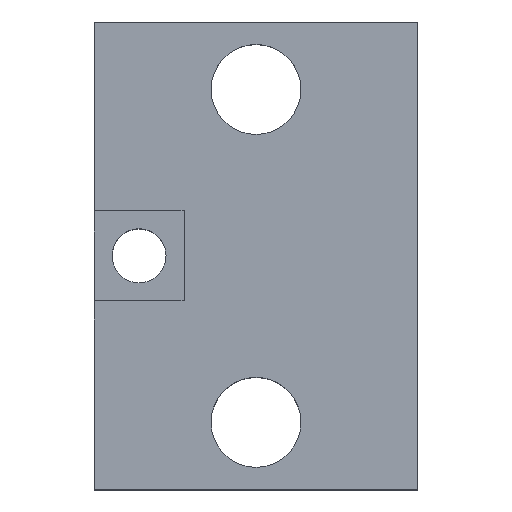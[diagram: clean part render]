
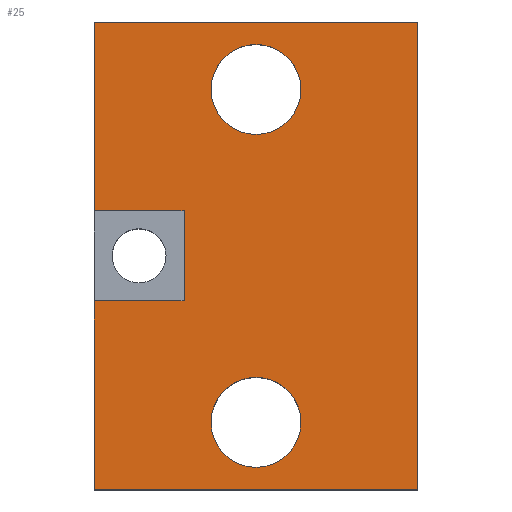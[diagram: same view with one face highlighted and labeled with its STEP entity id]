
A CAD part, top view. The second image highlights one B-rep face of the part: STEP entity #25.
In plain terms, the highlighted planar face has unit normal (0, 0, 1).
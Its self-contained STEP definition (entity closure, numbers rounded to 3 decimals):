
#25=ADVANCED_FACE('',(#63,#64,#44),#188,.T.);
#44=FACE_OUTER_BOUND('',#71,.F.);
#63=FACE_BOUND('',#69,.F.);
#64=FACE_BOUND('',#70,.F.);
#69=EDGE_LOOP('',(#94,#95));
#70=EDGE_LOOP('',(#96,#97));
#71=EDGE_LOOP('',(#98,#99,#100,#101,#102,#103,#104,#105));
#94=ORIENTED_EDGE('',*,*,#287,.T.);
#95=ORIENTED_EDGE('',*,*,#285,.T.);
#96=ORIENTED_EDGE('',*,*,#291,.T.);
#97=ORIENTED_EDGE('',*,*,#289,.T.);
#98=ORIENTED_EDGE('',*,*,#297,.T.);
#99=ORIENTED_EDGE('',*,*,#296,.T.);
#100=ORIENTED_EDGE('',*,*,#295,.T.);
#101=ORIENTED_EDGE('',*,*,#294,.T.);
#102=ORIENTED_EDGE('',*,*,#293,.T.);
#103=ORIENTED_EDGE('',*,*,#283,.T.);
#104=ORIENTED_EDGE('',*,*,#282,.T.);
#105=ORIENTED_EDGE('',*,*,#281,.T.);
#188=PLANE('',#409);
#209=LINE('',#569,#244);
#210=LINE('',#570,#245);
#211=LINE('',#571,#246);
#213=LINE('',#581,#248);
#214=LINE('',#582,#249);
#215=LINE('',#583,#250);
#216=LINE('',#584,#251);
#217=LINE('',#585,#252);
#244=VECTOR('',#438,5.);
#245=VECTOR('',#439,5.);
#246=VECTOR('',#440,5.);
#248=VECTOR('',#458,10.5);
#249=VECTOR('',#459,18.);
#250=VECTOR('',#460,26.);
#251=VECTOR('',#461,18.);
#252=VECTOR('',#462,10.5);
#281=EDGE_CURVE('',#365,#364,#209,.T.);
#282=EDGE_CURVE('',#363,#365,#210,.T.);
#283=EDGE_CURVE('',#362,#363,#211,.T.);
#285=EDGE_CURVE('',#361,#360,#328,.T.);
#287=EDGE_CURVE('',#360,#361,#330,.T.);
#289=EDGE_CURVE('',#357,#356,#332,.T.);
#291=EDGE_CURVE('',#356,#357,#334,.T.);
#293=EDGE_CURVE('',#353,#362,#213,.T.);
#294=EDGE_CURVE('',#352,#353,#214,.T.);
#295=EDGE_CURVE('',#351,#352,#215,.T.);
#296=EDGE_CURVE('',#350,#351,#216,.T.);
#297=EDGE_CURVE('',#364,#350,#217,.T.);
#328=CIRCLE('',#399,2.5);
#330=CIRCLE('',#401,2.5);
#332=CIRCLE('',#403,2.5);
#334=CIRCLE('',#405,2.5);
#350=VERTEX_POINT('',#549);
#351=VERTEX_POINT('',#550);
#352=VERTEX_POINT('',#551);
#353=VERTEX_POINT('',#552);
#356=VERTEX_POINT('',#555);
#357=VERTEX_POINT('',#556);
#360=VERTEX_POINT('',#559);
#361=VERTEX_POINT('',#560);
#362=VERTEX_POINT('',#561);
#363=VERTEX_POINT('',#562);
#364=VERTEX_POINT('',#563);
#365=VERTEX_POINT('',#564);
#399=AXIS2_PLACEMENT_3D('',#573,#442,#443);
#401=AXIS2_PLACEMENT_3D('',#575,#446,#447);
#403=AXIS2_PLACEMENT_3D('',#577,#450,#451);
#405=AXIS2_PLACEMENT_3D('',#579,#454,#455);
#409=AXIS2_PLACEMENT_3D('',#614,#493,#494);
#438=DIRECTION('',(-1.,0.,0.));
#439=DIRECTION('',(0.,1.,0.));
#440=DIRECTION('',(1.,0.,0.));
#442=DIRECTION('',(0.,0.,1.));
#443=DIRECTION('',(1.,0.,0.));
#446=DIRECTION('',(0.,0.,1.));
#447=DIRECTION('',(-1.,0.,0.));
#450=DIRECTION('',(0.,0.,1.));
#451=DIRECTION('',(1.,0.,0.));
#454=DIRECTION('',(0.,0.,1.));
#455=DIRECTION('',(-1.,0.,0.));
#458=DIRECTION('',(0.,1.,0.));
#459=DIRECTION('',(-1.,0.,0.));
#460=DIRECTION('',(0.,-1.,0.));
#461=DIRECTION('',(1.,0.,0.));
#462=DIRECTION('',(0.,1.,0.));
#493=DIRECTION('',(0.,0.,1.));
#494=DIRECTION('',(1.,0.,0.));
#549=CARTESIAN_POINT('',(0.,26.,5.));
#550=CARTESIAN_POINT('',(18.,26.,5.));
#551=CARTESIAN_POINT('',(18.,0.,5.));
#552=CARTESIAN_POINT('',(0.,0.,5.));
#555=CARTESIAN_POINT('',(6.5,3.75,5.));
#556=CARTESIAN_POINT('',(11.5,3.75,5.));
#559=CARTESIAN_POINT('',(6.5,22.25,5.));
#560=CARTESIAN_POINT('',(11.5,22.25,5.));
#561=CARTESIAN_POINT('',(0.,10.5,5.));
#562=CARTESIAN_POINT('',(5.,10.5,5.));
#563=CARTESIAN_POINT('',(0.,15.5,5.));
#564=CARTESIAN_POINT('',(5.,15.5,5.));
#569=CARTESIAN_POINT('',(5.,15.5,5.));
#570=CARTESIAN_POINT('',(5.,10.5,5.));
#571=CARTESIAN_POINT('',(0.,10.5,5.));
#573=CARTESIAN_POINT('',(9.,22.25,5.));
#575=CARTESIAN_POINT('',(9.,22.25,5.));
#577=CARTESIAN_POINT('',(9.,3.75,5.));
#579=CARTESIAN_POINT('',(9.,3.75,5.));
#581=CARTESIAN_POINT('',(0.,0.,5.));
#582=CARTESIAN_POINT('',(18.,0.,5.));
#583=CARTESIAN_POINT('',(18.,26.,5.));
#584=CARTESIAN_POINT('',(0.,26.,5.));
#585=CARTESIAN_POINT('',(0.,15.5,5.));
#614=CARTESIAN_POINT('',(-0.26,-0.26,5.));
